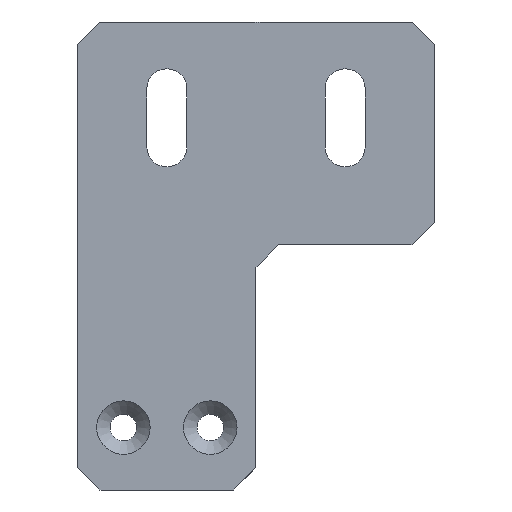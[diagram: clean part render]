
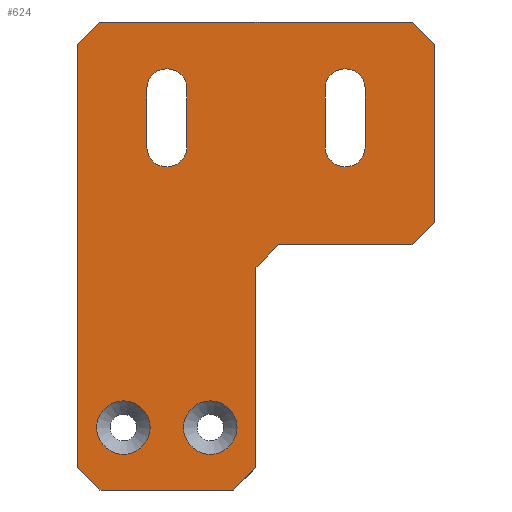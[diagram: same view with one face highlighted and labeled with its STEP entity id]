
A CAD part, front view. The second image highlights one B-rep face of the part: STEP entity #624.
In plain terms, the highlighted planar face has unit normal (0, -1, 0).
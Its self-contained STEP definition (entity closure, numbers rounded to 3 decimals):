
#21=FACE_BOUND('',#93,.T.);
#22=FACE_BOUND('',#94,.T.);
#23=FACE_BOUND('',#95,.T.);
#24=FACE_BOUND('',#96,.T.);
#29=PLANE('',#675);
#57=FACE_OUTER_BOUND('',#92,.T.);
#92=EDGE_LOOP('',(#447,#448,#449,#450,#451,#452,#453,#454,#455,#456,#457,
#458));
#93=EDGE_LOOP('',(#459));
#94=EDGE_LOOP('',(#460,#461,#462,#463));
#95=EDGE_LOOP('',(#464,#465,#466,#467));
#96=EDGE_LOOP('',(#468));
#135=LINE('',#906,#210);
#136=LINE('',#908,#211);
#137=LINE('',#910,#212);
#138=LINE('',#912,#213);
#139=LINE('',#914,#214);
#140=LINE('',#916,#215);
#141=LINE('',#918,#216);
#142=LINE('',#920,#217);
#143=LINE('',#922,#218);
#144=LINE('',#924,#219);
#145=LINE('',#926,#220);
#146=LINE('',#927,#221);
#147=LINE('',#934,#222);
#148=LINE('',#937,#223);
#149=LINE('',#942,#224);
#150=LINE('',#945,#225);
#210=VECTOR('',#732,10.);
#211=VECTOR('',#733,10.);
#212=VECTOR('',#734,10.);
#213=VECTOR('',#735,10.);
#214=VECTOR('',#736,10.);
#215=VECTOR('',#737,10.);
#216=VECTOR('',#738,10.);
#217=VECTOR('',#739,10.);
#218=VECTOR('',#740,10.);
#219=VECTOR('',#741,10.);
#220=VECTOR('',#742,10.);
#221=VECTOR('',#743,10.);
#222=VECTOR('',#748,10.);
#223=VECTOR('',#751,10.);
#224=VECTOR('',#754,10.);
#225=VECTOR('',#757,10.);
#284=CIRCLE('',#673,3.);
#286=CIRCLE('',#676,3.);
#287=CIRCLE('',#677,2.25);
#288=CIRCLE('',#678,2.25);
#289=CIRCLE('',#679,2.25);
#290=CIRCLE('',#680,2.25);
#298=VERTEX_POINT('',#898);
#300=VERTEX_POINT('',#904);
#301=VERTEX_POINT('',#905);
#302=VERTEX_POINT('',#907);
#303=VERTEX_POINT('',#909);
#304=VERTEX_POINT('',#911);
#305=VERTEX_POINT('',#913);
#306=VERTEX_POINT('',#915);
#307=VERTEX_POINT('',#917);
#308=VERTEX_POINT('',#919);
#309=VERTEX_POINT('',#921);
#310=VERTEX_POINT('',#923);
#311=VERTEX_POINT('',#925);
#312=VERTEX_POINT('',#928);
#313=VERTEX_POINT('',#930);
#314=VERTEX_POINT('',#931);
#315=VERTEX_POINT('',#933);
#316=VERTEX_POINT('',#935);
#317=VERTEX_POINT('',#938);
#318=VERTEX_POINT('',#939);
#319=VERTEX_POINT('',#941);
#320=VERTEX_POINT('',#943);
#354=EDGE_CURVE('',#298,#298,#284,.T.);
#357=EDGE_CURVE('',#300,#301,#135,.T.);
#358=EDGE_CURVE('',#302,#301,#136,.T.);
#359=EDGE_CURVE('',#302,#303,#137,.T.);
#360=EDGE_CURVE('',#304,#303,#138,.T.);
#361=EDGE_CURVE('',#304,#305,#139,.T.);
#362=EDGE_CURVE('',#305,#306,#140,.T.);
#363=EDGE_CURVE('',#306,#307,#141,.T.);
#364=EDGE_CURVE('',#307,#308,#142,.T.);
#365=EDGE_CURVE('',#308,#309,#143,.T.);
#366=EDGE_CURVE('',#309,#310,#144,.T.);
#367=EDGE_CURVE('',#310,#311,#145,.T.);
#368=EDGE_CURVE('',#311,#300,#146,.T.);
#369=EDGE_CURVE('',#312,#312,#286,.T.);
#370=EDGE_CURVE('',#313,#314,#287,.T.);
#371=EDGE_CURVE('',#314,#315,#147,.T.);
#372=EDGE_CURVE('',#315,#316,#288,.T.);
#373=EDGE_CURVE('',#316,#313,#148,.T.);
#374=EDGE_CURVE('',#317,#318,#289,.T.);
#375=EDGE_CURVE('',#318,#319,#149,.T.);
#376=EDGE_CURVE('',#319,#320,#290,.T.);
#377=EDGE_CURVE('',#320,#317,#150,.T.);
#447=ORIENTED_EDGE('',*,*,#357,.T.);
#448=ORIENTED_EDGE('',*,*,#358,.F.);
#449=ORIENTED_EDGE('',*,*,#359,.T.);
#450=ORIENTED_EDGE('',*,*,#360,.F.);
#451=ORIENTED_EDGE('',*,*,#361,.T.);
#452=ORIENTED_EDGE('',*,*,#362,.T.);
#453=ORIENTED_EDGE('',*,*,#363,.T.);
#454=ORIENTED_EDGE('',*,*,#364,.T.);
#455=ORIENTED_EDGE('',*,*,#365,.T.);
#456=ORIENTED_EDGE('',*,*,#366,.T.);
#457=ORIENTED_EDGE('',*,*,#367,.T.);
#458=ORIENTED_EDGE('',*,*,#368,.T.);
#459=ORIENTED_EDGE('',*,*,#369,.F.);
#460=ORIENTED_EDGE('',*,*,#370,.T.);
#461=ORIENTED_EDGE('',*,*,#371,.T.);
#462=ORIENTED_EDGE('',*,*,#372,.T.);
#463=ORIENTED_EDGE('',*,*,#373,.T.);
#464=ORIENTED_EDGE('',*,*,#374,.T.);
#465=ORIENTED_EDGE('',*,*,#375,.T.);
#466=ORIENTED_EDGE('',*,*,#376,.T.);
#467=ORIENTED_EDGE('',*,*,#377,.T.);
#468=ORIENTED_EDGE('',*,*,#354,.F.);
#624=ADVANCED_FACE('',(#57,#21,#22,#23,#24),#29,.T.);
#673=AXIS2_PLACEMENT_3D('',#899,#725,#726);
#675=AXIS2_PLACEMENT_3D('',#903,#730,#731);
#676=AXIS2_PLACEMENT_3D('',#929,#744,#745);
#677=AXIS2_PLACEMENT_3D('',#932,#746,#747);
#678=AXIS2_PLACEMENT_3D('',#936,#749,#750);
#679=AXIS2_PLACEMENT_3D('',#940,#752,#753);
#680=AXIS2_PLACEMENT_3D('',#944,#755,#756);
#725=DIRECTION('center_axis',(0.,-1.,0.));
#726=DIRECTION('ref_axis',(1.,0.,0.));
#730=DIRECTION('center_axis',(0.,-1.,0.));
#731=DIRECTION('ref_axis',(1.,0.,0.));
#732=DIRECTION('',(-0.707,0.,-0.707));
#733=DIRECTION('',(0.,0.,1.));
#734=DIRECTION('',(0.707,0.,-0.707));
#735=DIRECTION('',(-1.,0.,0.));
#736=DIRECTION('',(0.707,0.,0.707));
#737=DIRECTION('',(0.,0.,1.));
#738=DIRECTION('',(0.707,0.,0.707));
#739=DIRECTION('',(1.,0.,0.));
#740=DIRECTION('',(0.707,0.,0.707));
#741=DIRECTION('',(0.,0.,1.));
#742=DIRECTION('',(-0.707,0.,0.707));
#743=DIRECTION('',(-1.,0.,0.));
#744=DIRECTION('center_axis',(0.,-1.,0.));
#745=DIRECTION('ref_axis',(1.,0.,0.));
#746=DIRECTION('center_axis',(0.,1.,0.));
#747=DIRECTION('ref_axis',(-1.,0.,0.));
#748=DIRECTION('',(0.,0.,1.));
#749=DIRECTION('center_axis',(0.,1.,0.));
#750=DIRECTION('ref_axis',(1.,0.,0.));
#751=DIRECTION('',(0.,0.,-1.));
#752=DIRECTION('center_axis',(0.,1.,0.));
#753=DIRECTION('ref_axis',(-1.,0.,0.));
#754=DIRECTION('',(0.,0.,1.));
#755=DIRECTION('center_axis',(0.,1.,0.));
#756=DIRECTION('ref_axis',(1.,0.,0.));
#757=DIRECTION('',(0.,0.,-1.));
#898=CARTESIAN_POINT('',(74.125,48.398,285.));
#899=CARTESIAN_POINT('Origin',(77.125,48.398,285.));
#903=CARTESIAN_POINT('Origin',(92.,48.398,304.25));
#904=CARTESIAN_POINT('',(74.5,48.398,330.5));
#905=CARTESIAN_POINT('',(72.,48.398,328.));
#906=CARTESIAN_POINT('',(71.687,48.398,327.688));
#907=CARTESIAN_POINT('',(72.,48.398,280.5));
#908=CARTESIAN_POINT('',(72.,48.398,278.));
#909=CARTESIAN_POINT('',(74.5,48.398,278.));
#910=CARTESIAN_POINT('',(71.687,48.398,280.813));
#911=CARTESIAN_POINT('',(89.5,48.398,278.));
#912=CARTESIAN_POINT('',(92.,48.398,278.));
#913=CARTESIAN_POINT('',(92.,48.398,280.5));
#914=CARTESIAN_POINT('',(97.312,48.398,285.813));
#915=CARTESIAN_POINT('',(92.,48.398,303.));
#916=CARTESIAN_POINT('',(92.,48.398,278.));
#917=CARTESIAN_POINT('',(94.5,48.398,305.5));
#918=CARTESIAN_POINT('',(92.937,48.398,303.938));
#919=CARTESIAN_POINT('',(109.5,48.398,305.5));
#920=CARTESIAN_POINT('',(92.,48.398,305.5));
#921=CARTESIAN_POINT('',(112.,48.398,308.));
#922=CARTESIAN_POINT('',(105.438,48.398,301.438));
#923=CARTESIAN_POINT('',(112.,48.398,328.));
#924=CARTESIAN_POINT('',(112.,48.398,305.5));
#925=CARTESIAN_POINT('',(109.5,48.398,330.5));
#926=CARTESIAN_POINT('',(112.313,48.398,327.688));
#927=CARTESIAN_POINT('',(165.363,48.398,330.5));
#928=CARTESIAN_POINT('',(83.875,48.398,285.));
#929=CARTESIAN_POINT('Origin',(86.875,48.398,285.));
#930=CARTESIAN_POINT('',(84.25,48.398,316.5));
#931=CARTESIAN_POINT('',(79.75,48.398,316.5));
#932=CARTESIAN_POINT('Origin',(82.,48.398,316.5));
#933=CARTESIAN_POINT('',(79.75,48.398,323.));
#934=CARTESIAN_POINT('',(79.75,48.398,323.));
#935=CARTESIAN_POINT('',(84.25,48.398,323.));
#936=CARTESIAN_POINT('Origin',(82.,48.398,323.));
#937=CARTESIAN_POINT('',(84.25,48.398,316.5));
#938=CARTESIAN_POINT('',(104.25,48.398,316.5));
#939=CARTESIAN_POINT('',(99.75,48.398,316.5));
#940=CARTESIAN_POINT('Origin',(102.,48.398,316.5));
#941=CARTESIAN_POINT('',(99.75,48.398,323.));
#942=CARTESIAN_POINT('',(99.75,48.398,323.));
#943=CARTESIAN_POINT('',(104.25,48.398,323.));
#944=CARTESIAN_POINT('Origin',(102.,48.398,323.));
#945=CARTESIAN_POINT('',(104.25,48.398,316.5));
